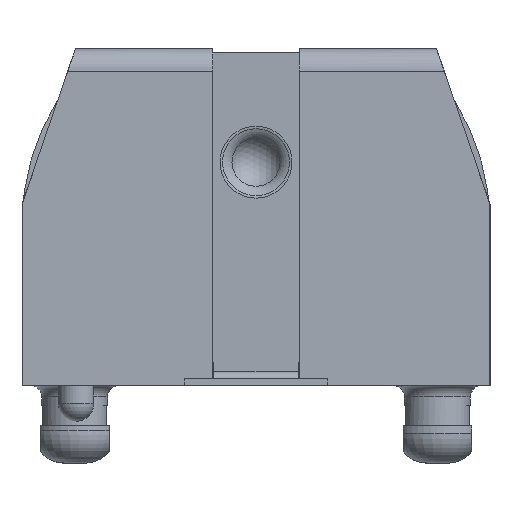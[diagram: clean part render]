
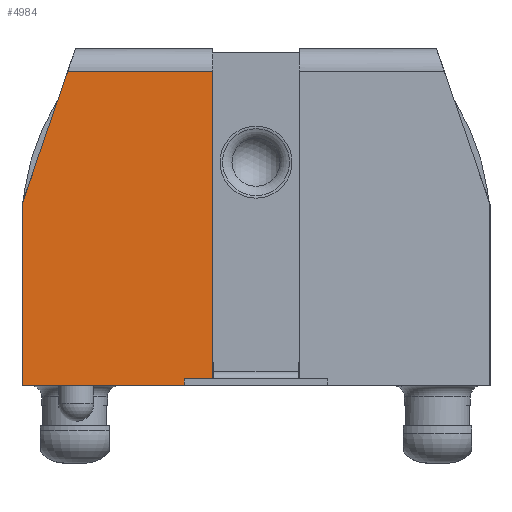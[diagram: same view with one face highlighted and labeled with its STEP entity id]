
A CAD part, left-side view. The second image highlights one B-rep face of the part: STEP entity #4984.
In plain terms, the highlighted planar face has unit normal (-1, 0, 0.018).
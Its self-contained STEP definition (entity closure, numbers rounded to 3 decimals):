
#465=ORIENTED_EDGE('',*,*,#1523,.F.);
#466=ORIENTED_EDGE('',*,*,#1508,.T.);
#467=ORIENTED_EDGE('',*,*,#1524,.F.);
#468=ORIENTED_EDGE('',*,*,#1525,.F.);
#469=ORIENTED_EDGE('',*,*,#1526,.F.);
#1508=EDGE_CURVE('',#2042,#2040,#2412,.T.);
#1523=EDGE_CURVE('',#2042,#2056,#2420,.T.);
#1524=EDGE_CURVE('',#2057,#2040,#2421,.T.);
#1525=EDGE_CURVE('',#2058,#2057,#2422,.T.);
#1526=EDGE_CURVE('',#2056,#2058,#2423,.T.);
#2040=VERTEX_POINT('',#6923);
#2042=VERTEX_POINT('',#6926);
#2056=VERTEX_POINT('',#6968);
#2057=VERTEX_POINT('',#6970);
#2058=VERTEX_POINT('',#6972);
#2412=LINE('',#6925,#2873);
#2420=LINE('',#6967,#2881);
#2421=LINE('',#6969,#2882);
#2422=LINE('',#6971,#2883);
#2423=LINE('',#6973,#2884);
#2873=VECTOR('',#5759,1000.);
#2881=VECTOR('',#5783,1000.);
#2882=VECTOR('',#5784,1000.);
#2883=VECTOR('',#5785,1000.);
#2884=VECTOR('',#5786,1000.);
#3269=EDGE_LOOP('',(#465,#466,#467,#468,#469));
#3500=FACE_BOUND('',#3269,.T.);
#3708=PLANE('',#5250);
#4984=ADVANCED_FACE('',(#3500),#3708,.T.);
#5250=AXIS2_PLACEMENT_3D('',#6966,#5781,#5782);
#5759=DIRECTION('',(0.,1.,0.));
#5781=DIRECTION('',(-1.,0.,0.017));
#5782=DIRECTION('',(-0.017,0.,-1.));
#5783=DIRECTION('',(-0.017,0.,-1.));
#5784=DIRECTION('',(0.017,-0.326,0.945));
#5785=DIRECTION('',(0.017,0.,1.));
#5786=DIRECTION('',(0.,1.,0.));
#6923=CARTESIAN_POINT('',(-38.285,8.307,13.861));
#6925=CARTESIAN_POINT('',(-38.285,7.964,13.861));
#6926=CARTESIAN_POINT('',(-38.285,1.905,13.861));
#6966=CARTESIAN_POINT('',(-38.557,10.325,-1.727));
#6967=CARTESIAN_POINT('',(-38.557,1.905,-1.727));
#6968=CARTESIAN_POINT('',(-38.527,1.905,0.001));
#6969=CARTESIAN_POINT('',(-38.539,13.32,-0.696));
#6970=CARTESIAN_POINT('',(-38.387,10.325,8.002));
#6971=CARTESIAN_POINT('',(-38.557,10.325,-1.727));
#6972=CARTESIAN_POINT('',(-38.527,10.325,0.001));
#6973=CARTESIAN_POINT('',(-38.527,10.325,0.001));
